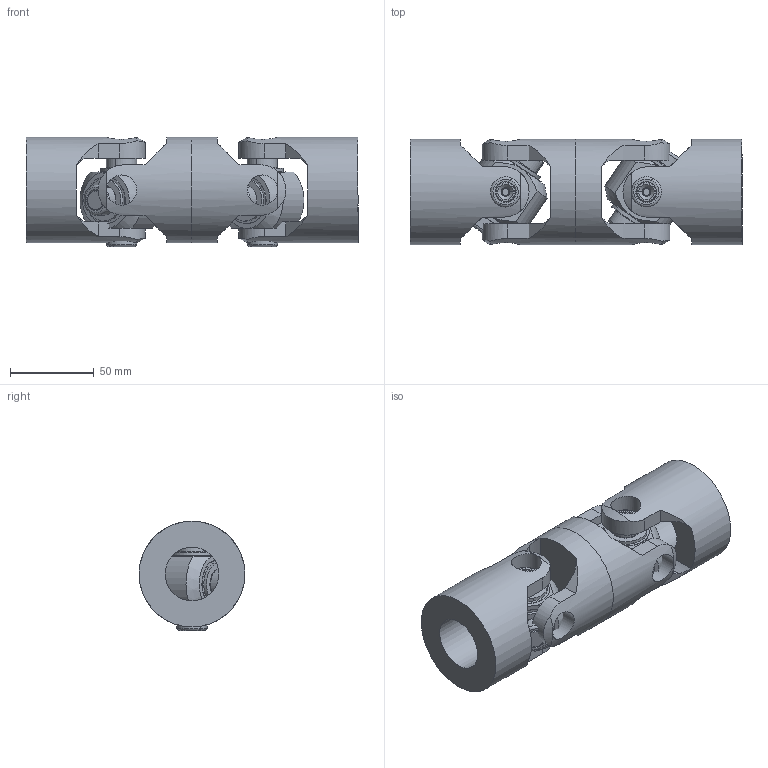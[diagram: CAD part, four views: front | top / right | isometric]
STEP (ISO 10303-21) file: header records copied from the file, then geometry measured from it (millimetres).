
FILE_DESCRIPTION(/* description */ ('Alibre Inc.'),/* implementation_level */ '2;1');
FILE_NAME(/* name */ 'export0',/* time_stamp */ '2012-08-13T12:10:59+02:00',/* author */ (''),/* organization */ (''),/* preprocessor_version */ 'ST-DEVELOPER v12',/* originating_system */ 'Alibre',/* authorisation */ '');
FILE_SCHEMA (('CONFIG_CONTROL_DESIGN'));
Length unit declared in the file: millimetre
Products named in the file (5): ID_1
Bounding box: 198 x 63 x 65.3 mm (x, y, z)
Volume: 431387.3 mm3; surface area: 113718.4 mm2
Topology: 22 solids, 22 shells, 450 faces, 1104 edges, 708 vertices
Faces by surface type: cylinder 174, plane 136, cone 124, torus 16
Full cylindrical faces by diameter (mm): 18 x8, 32 x2, 63 x4
Entity records: 8476 total; most frequent: CARTESIAN_POINT 2215, ORIENTED_EDGE 1204, DIRECTION 1150, EDGE_CURVE 602, AXIS2_PLACEMENT_3D 505, VERTEX_POINT 391, EDGE_LOOP 299, FACE_BOUND 299
